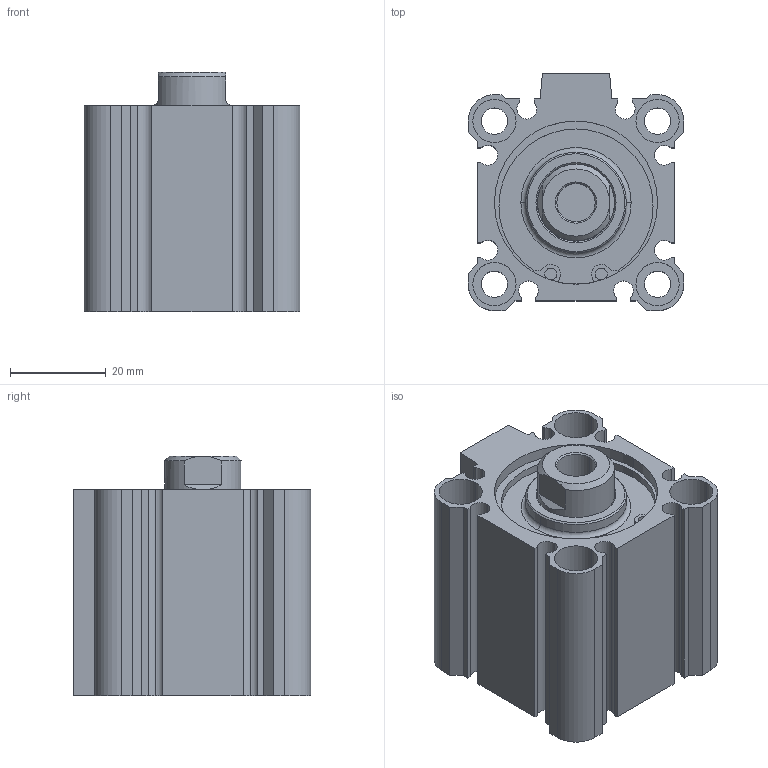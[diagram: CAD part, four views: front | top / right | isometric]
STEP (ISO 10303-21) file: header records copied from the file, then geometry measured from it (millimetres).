
FILE_DESCRIPTION(('STEP AP214'),'1');
FILE_NAME('CA.11.18.009.stp','2017-05-12T13:37:38',(' '),(' '),'Spatial InterOp 3D',' ',' ');
FILE_SCHEMA(('automotive_design'));
Length unit declared in the file: millimetre
Products named in the file (4): CDQ2B32-10DZ.step_CQ2 SnapRing_32; CDQ2B32-10DZ.step_CQ2Tube_32B; CDQ2B32-10DZ.step_CQ22031Rods_32
Assembly tree (3 placements, depth 2):
  (unnamed)
    CDQ2B32-10DZ.step_CQ2 SnapRing_32
    CDQ2B32-10DZ.step_CQ2Tube_32B
    CDQ2B32-10DZ.step_CQ22031Rods_32
Bounding box: 45 x 49.5 x 50 mm (x, y, z)
Volume: 57650.1 mm3; surface area: 29522.1 mm2
Topology: 3 solids, 3 shells, 196 faces, 493 edges, 320 vertices
Faces by surface type: cylinder 93, plane 85, cone 16, torus 2
Entity records: 7595 total; most frequent: DIRECTION 1097, CARTESIAN_POINT 1037, ORIENTED_EDGE 978, EDGE_CURVE 489, AXIS2_PLACEMENT_3D 416, VERTEX_POINT 320, LINE 265, VECTOR 265
